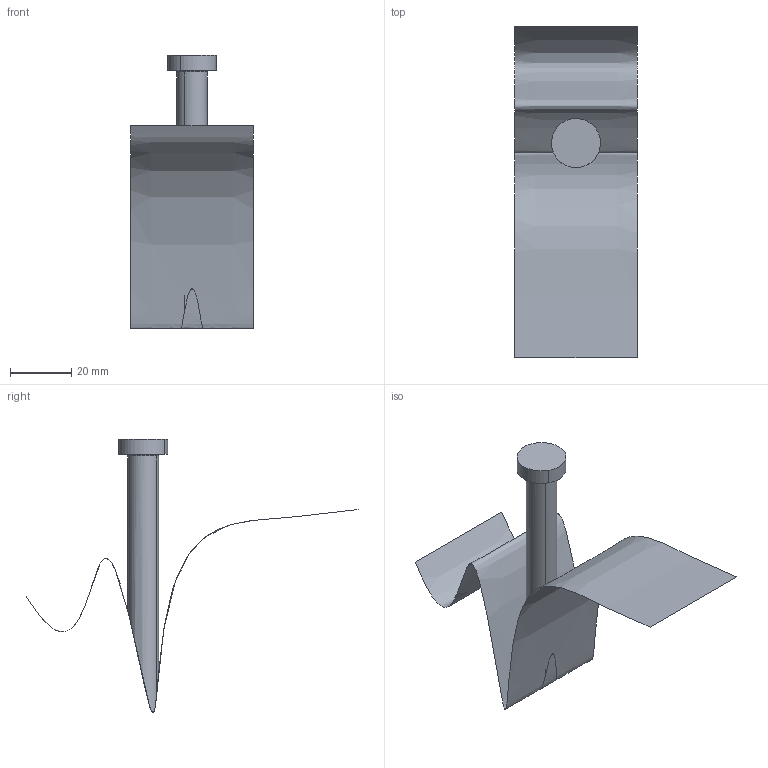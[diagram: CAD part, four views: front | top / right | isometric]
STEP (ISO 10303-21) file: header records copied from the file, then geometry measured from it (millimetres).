
FILE_DESCRIPTION(('CATIA V5 STEP Exchange'),'2;1');
FILE_NAME('Ejector_after_split.stp','2017-11-16T17:34:07+00:00',('none'),('none'),'CATIA Version 5-6 Release 2014 SP6','CATIA V5 STEP AP203','none');
FILE_SCHEMA(('CONFIG_CONTROL_DESIGN'));
Length unit declared in the file: millimetre
Products named in the file (1): Product2
Assembly tree (2 placements, depth 2):
  Product2
    #57
    #180
Bounding box: 40 x 108.33 x 89.31 mm (x, y, z)
Volume: 6656.6 mm3; surface area: 11584.7 mm2
Topology: 1 solids, 2 shells, 10 faces, 24 edges, 24 vertices
Faces by surface type: cylinder 4, extrusion 2, plane 2, torus 2
Entity records: 546 total; most frequent: CARTESIAN_POINT 234, DIRECTION 46, ORIENTED_EDGE 36, AXIS2_PLACEMENT_3D 24, EDGE_CURVE 20, VERTEX_POINT 14, CIRCLE 12, EDGE_LOOP 11
